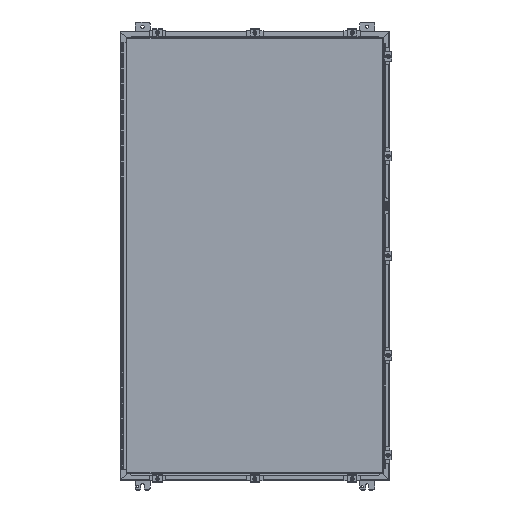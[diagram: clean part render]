
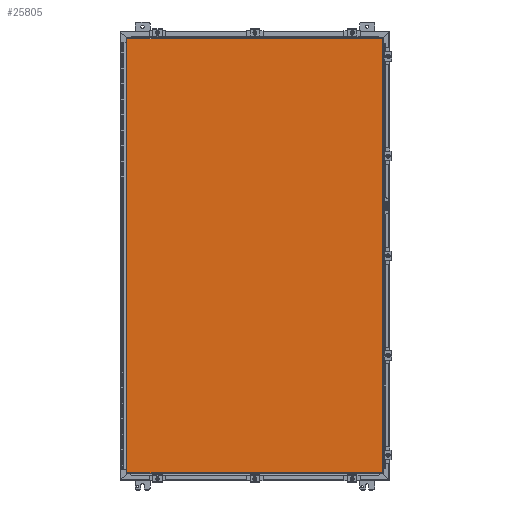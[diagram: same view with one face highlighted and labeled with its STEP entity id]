
A CAD part, top view. The second image highlights one B-rep face of the part: STEP entity #25805.
In plain terms, the highlighted face is planar.
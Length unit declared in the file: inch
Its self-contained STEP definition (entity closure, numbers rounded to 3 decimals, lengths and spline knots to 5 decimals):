
#341 = EDGE_CURVE ( 'NONE', #26335, #34712, #12771, .T. ) ;
#626 = CARTESIAN_POINT ( 'NONE',  ( 17.08225, 28.9885, 0. ) ) ;
#2164 = DIRECTION ( 'NONE',  ( 0., 1., 0. ) ) ;
#2223 = DIRECTION ( 'NONE',  ( 0., -1., 0. ) ) ;
#2258 = CARTESIAN_POINT ( 'NONE',  ( -17.08225, -28.9885, 0. ) ) ;
#2327 = CARTESIAN_POINT ( 'NONE',  ( 17.08225, 28.9885, 0. ) ) ;
#8605 = VERTEX_POINT ( 'NONE', #31424 ) ;
#10343 = VECTOR ( 'NONE', #2164, 39.37008 ) ;
#11541 = EDGE_CURVE ( 'NONE', #8605, #26335, #41458, .T. ) ;
#11970 = VECTOR ( 'NONE', #19326, 39.37008 ) ;
#12264 = CARTESIAN_POINT ( 'NONE',  ( -17.08225, 28.9885, 0. ) ) ;
#12383 = EDGE_CURVE ( 'NONE', #34712, #35392, #33315, .T. ) ;
#12771 = LINE ( 'NONE', #2258, #10343 ) ;
#13626 = CARTESIAN_POINT ( 'NONE',  ( -17.08225, 28.9885, 0. ) ) ;
#13985 = DIRECTION ( 'NONE',  ( 1., 0., 0. ) ) ;
#15459 = CARTESIAN_POINT ( 'NONE',  ( -17.08225, -28.9885, 0. ) ) ;
#18596 = VECTOR ( 'NONE', #2223, 39.37008 ) ;
#18846 = CARTESIAN_POINT ( 'NONE',  ( 17.08225, -28.9885, 0. ) ) ;
#19326 = DIRECTION ( 'NONE',  ( -1., 0., 0. ) ) ;
#19698 = EDGE_CURVE ( 'NONE', #35392, #8605, #47067, .T. ) ;
#22772 = ORIENTED_EDGE ( 'NONE', *, *, #341, .T. ) ;
#25805 = ADVANCED_FACE ( 'NONE', ( #32084 ), #27830, .F. ) ;
#26335 = VERTEX_POINT ( 'NONE', #15459 ) ;
#27315 = DIRECTION ( 'NONE',  ( 1., 0., 0. ) ) ;
#27326 = DIRECTION ( 'NONE',  ( 0., 0., 1. ) ) ;
#27366 = CARTESIAN_POINT ( 'NONE',  ( 0., 0., 0. ) ) ;
#27830 = PLANE ( 'NONE',  #39385 ) ;
#29150 = ORIENTED_EDGE ( 'NONE', *, *, #11541, .T. ) ;
#31009 = VECTOR ( 'NONE', #13985, 39.37008 ) ;
#31424 = CARTESIAN_POINT ( 'NONE',  ( 17.08225, -28.9885, 0. ) ) ;
#32084 = FACE_OUTER_BOUND ( 'NONE', #40173, .T. ) ;
#33315 = LINE ( 'NONE', #13626, #31009 ) ;
#34712 = VERTEX_POINT ( 'NONE', #12264 ) ;
#35392 = VERTEX_POINT ( 'NONE', #626 ) ;
#39385 = AXIS2_PLACEMENT_3D ( 'NONE', #27366, #27326, #27315 ) ;
#40173 = EDGE_LOOP ( 'NONE', ( #22772, #42959, #40563, #29150 ) ) ;
#40563 = ORIENTED_EDGE ( 'NONE', *, *, #19698, .T. ) ;
#41458 = LINE ( 'NONE', #18846, #11970 ) ;
#42959 = ORIENTED_EDGE ( 'NONE', *, *, #12383, .T. ) ;
#47067 = LINE ( 'NONE', #2327, #18596 ) ;
